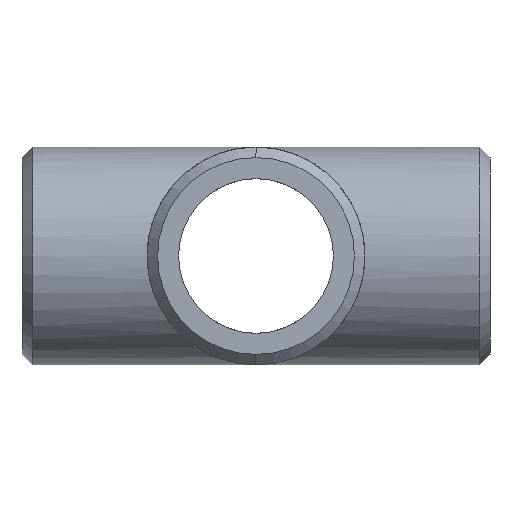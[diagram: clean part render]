
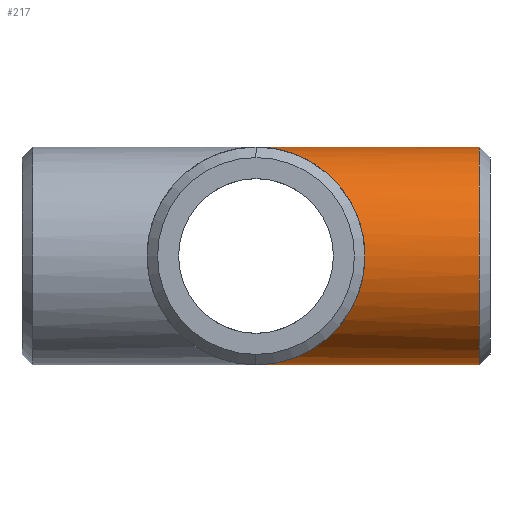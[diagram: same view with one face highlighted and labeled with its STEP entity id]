
A CAD part, left-side view. The second image highlights one B-rep face of the part: STEP entity #217.
In plain terms, the highlighted cylindrical face has radius 13.5 mm (diameter 27 mm), a partial arc.
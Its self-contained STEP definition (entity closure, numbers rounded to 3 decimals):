
#15 = AXIS2_PLACEMENT_3D ( 'NONE', #729, #237, #426 ) ;
#16 = VERTEX_POINT ( 'NONE', #692 ) ;
#18 = VERTEX_POINT ( 'NONE', #208 ) ;
#56 = CIRCLE ( 'NONE', #15, 13.5 ) ;
#74 = CARTESIAN_POINT ( 'NONE',  ( 0., 0., 13.5 ) ) ;
#88 = EDGE_CURVE ( 'NONE', #16, #18, #664, .T. ) ;
#96 = VECTOR ( 'NONE', #353, 1000. ) ;
#104 = ORIENTED_EDGE ( 'NONE', *, *, #242, .T. ) ;
#108 = VERTEX_POINT ( 'NONE', #770 ) ;
#147 = EDGE_LOOP ( 'NONE', ( #104, #255, #406, #256 ) ) ;
#208 = CARTESIAN_POINT ( 'NONE',  ( 0., 0., -13.5 ) ) ;
#217 = ADVANCED_FACE ( 'NONE', ( #358 ), #234, .T. ) ;
#234 = CYLINDRICAL_SURFACE ( 'NONE', #782, 13.5 ) ;
#237 = DIRECTION ( 'NONE',  ( 0., 1., 0. ) ) ;
#242 = EDGE_CURVE ( 'NONE', #16, #108, #56, .T. ) ;
#246 = LINE ( 'NONE', #501, #96 ) ;
#247 = CARTESIAN_POINT ( 'NONE',  ( 0., 0., -13.5 ) ) ;
#255 = ORIENTED_EDGE ( 'NONE', *, *, #415, .T. ) ;
#256 = ORIENTED_EDGE ( 'NONE', *, *, #88, .F. ) ;
#257 = CARTESIAN_POINT ( 'NONE',  ( -27., -27., 13.5 ) ) ;
#271 =( BOUNDED_CURVE ( )  B_SPLINE_CURVE ( 3, ( #247, #381, #257, #74 ),
 .UNSPECIFIED., .F., .T. ) 
 B_SPLINE_CURVE_WITH_KNOTS ( ( 4, 4 ),
 ( 4.712, 7.854 ),
 .UNSPECIFIED. ) 
 CURVE ( )  GEOMETRIC_REPRESENTATION_ITEM ( )  RATIONAL_B_SPLINE_CURVE ( ( 1., 0.333, 0.333, 1. ) ) 
 REPRESENTATION_ITEM ( '' )  );
#275 = VERTEX_POINT ( 'NONE', #376 ) ;
#346 = CARTESIAN_POINT ( 'NONE',  ( 0., -29., -13.5 ) ) ;
#353 = DIRECTION ( 'NONE',  ( 0., 1., 0. ) ) ;
#358 = FACE_OUTER_BOUND ( 'NONE', #147, .T. ) ;
#376 = CARTESIAN_POINT ( 'NONE',  ( 0., 0., 13.5 ) ) ;
#381 = CARTESIAN_POINT ( 'NONE',  ( -27., -27., -13.5 ) ) ;
#406 = ORIENTED_EDGE ( 'NONE', *, *, #596, .F. ) ;
#415 = EDGE_CURVE ( 'NONE', #108, #275, #246, .T. ) ;
#426 = DIRECTION ( 'NONE',  ( 0., 0., -1. ) ) ;
#475 = VECTOR ( 'NONE', #775, 1000. ) ;
#501 = CARTESIAN_POINT ( 'NONE',  ( 0., -29., 13.5 ) ) ;
#548 = DIRECTION ( 'NONE',  ( 0., 1., 0. ) ) ;
#596 = EDGE_CURVE ( 'NONE', #18, #275, #271, .T. ) ;
#614 = CARTESIAN_POINT ( 'NONE',  ( 0., -29., 0. ) ) ;
#664 = LINE ( 'NONE', #346, #475 ) ;
#692 = CARTESIAN_POINT ( 'NONE',  ( 0., -27.697, -13.5 ) ) ;
#725 = DIRECTION ( 'NONE',  ( 0., 0., -1. ) ) ;
#729 = CARTESIAN_POINT ( 'NONE',  ( 0., -27.697, 0. ) ) ;
#770 = CARTESIAN_POINT ( 'NONE',  ( 0., -27.697, 13.5 ) ) ;
#775 = DIRECTION ( 'NONE',  ( 0., 1., 0. ) ) ;
#782 = AXIS2_PLACEMENT_3D ( 'NONE', #614, #548, #725 ) ;
